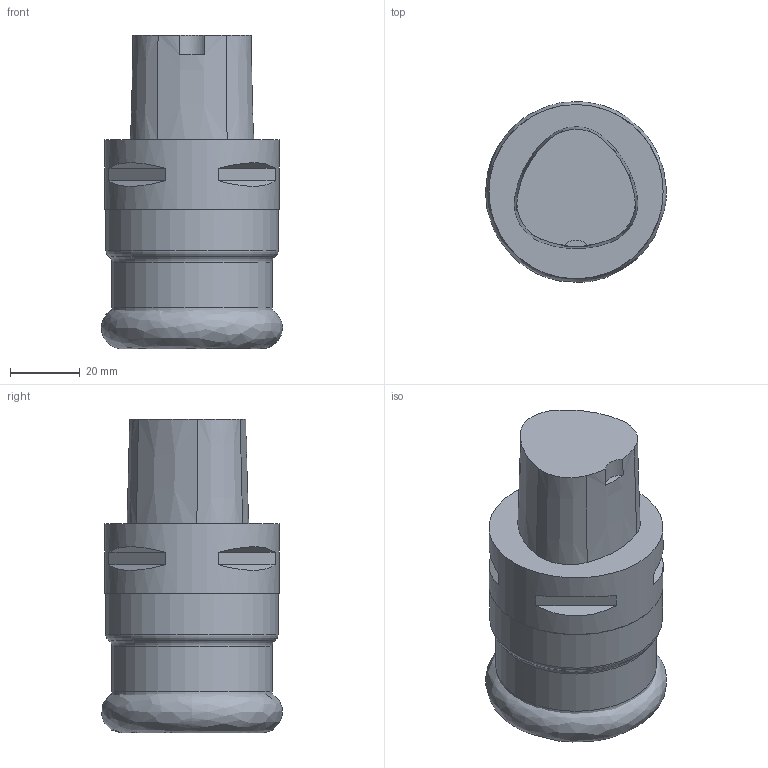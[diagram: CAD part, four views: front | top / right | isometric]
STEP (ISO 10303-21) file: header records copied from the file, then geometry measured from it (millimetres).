
FILE_DESCRIPTION(/* description */ (''),/* implementation_level */ '2;1');
FILE_NAME(/* name */ '1543892341800.stp',/* time_stamp */ '2018-12-04T08:29:23+06:00',/* author */ (''),/* organization */ ('SMS'),/* preprocessor_version */ 'ST-DEVELOPER v15',/* originating_system */ 'SIEMENS PLM Software NX 8.5',/* authorisation */ '');
FILE_SCHEMA (('AUTOMOTIVE_DESIGN { 1 0 10303 214 3 1 1 1 }'));
Length unit declared in the file: millimetre
Products named in the file (4): 201862488mod000_00; ASSEMBLY_CONSTRUCTION; 201958836mod000_00; 201958834mod000_00
Assembly tree (3 placements, depth 2):
  201958834mod000_00
    201958836mod000_00
    ASSEMBLY_CONSTRUCTION
    201862488mod000_00
Bounding box: 51.97 x 51.77 x 90 mm (x, y, z)
Volume: 148135.8 mm3; surface area: 20937.4 mm2
Topology: 2 solids, 2 shells, 37 faces, 80 edges, 65 vertices
Faces by surface type: plane 18, cone 7, torus 5, cylinder 4, revolution 2, bspline 1
Full cylindrical faces by diameter (mm): 46.151 x1, 49.6 x1, 50 x1
Entity records: 2818 total; most frequent: CARTESIAN_POINT 1818, DIRECTION 200, ORIENTED_EDGE 124, AXIS2_PLACEMENT_3D 88, EDGE_CURVE 62, EDGE_LOOP 54, VERTEX_POINT 47, ADVANCED_FACE 37
